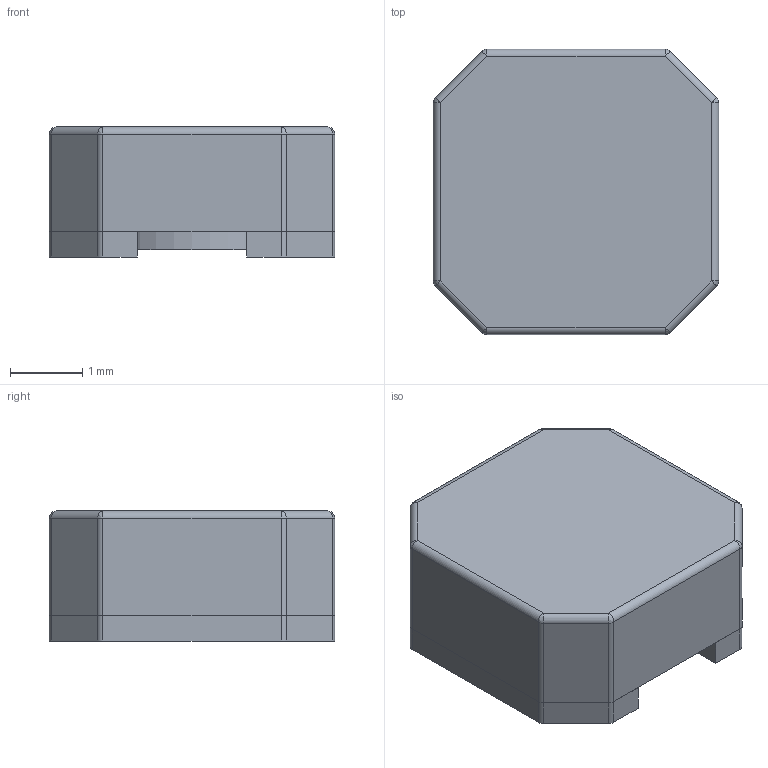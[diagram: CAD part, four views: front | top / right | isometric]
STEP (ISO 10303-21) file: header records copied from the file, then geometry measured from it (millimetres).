
FILE_DESCRIPTION (( 'STEP AP203' ), '1' );
FILE_NAME ('LPS4018.step', '2019-10-07T21:31:00', ( '' ), ( '' ), 'SwSTEP 2.0', 'SolidWorks 2017', '' );
FILE_SCHEMA (( 'CONFIG_CONTROL_DESIGN' ));
Length unit declared in the file: millimetre
Products named in the file (1): LPS4018
Bounding box: 3.95 x 3.95 x 1.8 mm (x, y, z)
Volume: 21.4 mm3; surface area: 91.2 mm2
Topology: 3 solids, 3 shells, 98 faces, 254 edges, 156 vertices
Faces by surface type: plane 64, cylinder 26, bspline 8
Entity records: 3051 total; most frequent: CARTESIAN_POINT 621, ORIENTED_EDGE 492, DIRECTION 480, EDGE_CURVE 246, VECTOR 194, LINE 194, VERTEX_POINT 156, AXIS2_PLACEMENT_3D 143
